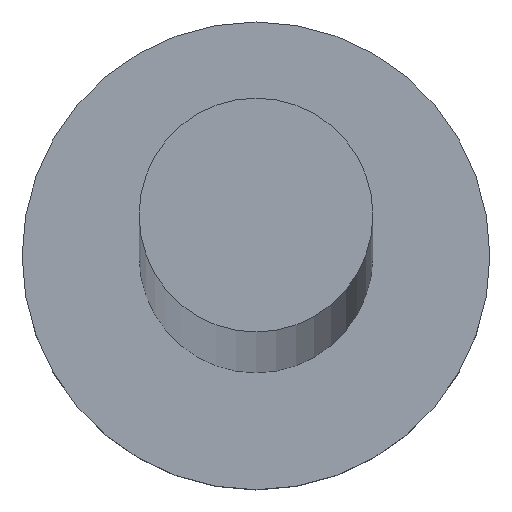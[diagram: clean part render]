
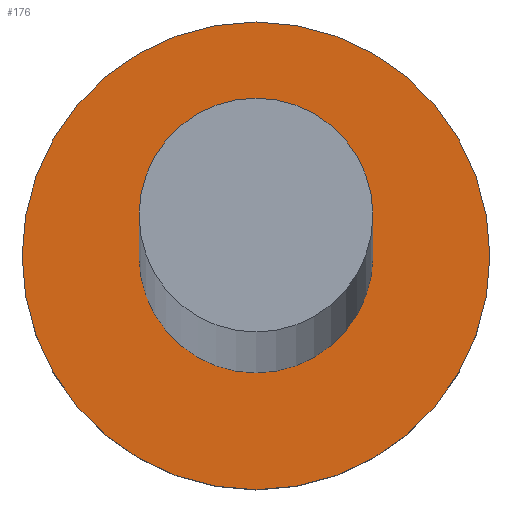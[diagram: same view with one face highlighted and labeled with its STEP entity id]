
A CAD part, top view. The second image highlights one B-rep face of the part: STEP entity #176.
In plain terms, the highlighted planar face has unit normal (0, 0, 1).
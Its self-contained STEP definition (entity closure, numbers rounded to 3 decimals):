
#2 = ORIENTED_EDGE ( 'NONE', *, *, #255, .T. ) ;
#12 = AXIS2_PLACEMENT_3D ( 'NONE', #26, #159, #76 ) ;
#16 = CARTESIAN_POINT ( 'NONE',  ( 5., 0., 3. ) ) ;
#21 = AXIS2_PLACEMENT_3D ( 'NONE', #39, #113, #155 ) ;
#26 = CARTESIAN_POINT ( 'NONE',  ( 0., 0., 3. ) ) ;
#38 = DIRECTION ( 'NONE',  ( 0., 0., 1. ) ) ;
#39 = CARTESIAN_POINT ( 'NONE',  ( 0., 0., 3. ) ) ;
#40 = DIRECTION ( 'NONE',  ( 1., 0., 0. ) ) ;
#44 = CARTESIAN_POINT ( 'NONE',  ( 2.5, 0., 3. ) ) ;
#60 = EDGE_CURVE ( 'NONE', #245, #63, #123, .T. ) ;
#62 = VERTEX_POINT ( 'NONE', #44 ) ;
#63 = VERTEX_POINT ( 'NONE', #118 ) ;
#67 = EDGE_CURVE ( 'NONE', #62, #97, #246, .T. ) ;
#72 = FACE_OUTER_BOUND ( 'NONE', #139, .T. ) ;
#74 = CARTESIAN_POINT ( 'NONE',  ( -2.5, 0., 3. ) ) ;
#76 = DIRECTION ( 'NONE',  ( 1., 0., 0. ) ) ;
#83 = CIRCLE ( 'NONE', #181, 5. ) ;
#97 = VERTEX_POINT ( 'NONE', #74 ) ;
#99 = EDGE_LOOP ( 'NONE', ( #132, #138 ) ) ;
#102 = ORIENTED_EDGE ( 'NONE', *, *, #60, .T. ) ;
#108 = PLANE ( 'NONE',  #179 ) ;
#110 = FACE_BOUND ( 'NONE', #99, .T. ) ;
#112 = CIRCLE ( 'NONE', #234, 2.5 ) ;
#113 = DIRECTION ( 'NONE',  ( 0., 0., 1. ) ) ;
#118 = CARTESIAN_POINT ( 'NONE',  ( -5., 0., 3. ) ) ;
#123 = CIRCLE ( 'NONE', #12, 5. ) ;
#132 = ORIENTED_EDGE ( 'NONE', *, *, #144, .F. ) ;
#136 = CARTESIAN_POINT ( 'NONE',  ( 0., 0., 3. ) ) ;
#138 = ORIENTED_EDGE ( 'NONE', *, *, #67, .F. ) ;
#139 = EDGE_LOOP ( 'NONE', ( #2, #102 ) ) ;
#144 = EDGE_CURVE ( 'NONE', #97, #62, #112, .T. ) ;
#153 = CARTESIAN_POINT ( 'NONE',  ( 0., 0., 3. ) ) ;
#155 = DIRECTION ( 'NONE',  ( 1., 0., 0. ) ) ;
#159 = DIRECTION ( 'NONE',  ( 0., 0., 1. ) ) ;
#172 = DIRECTION ( 'NONE',  ( 1., 0., 0. ) ) ;
#176 = ADVANCED_FACE ( 'NONE', ( #110, #72 ), #108, .T. ) ;
#179 = AXIS2_PLACEMENT_3D ( 'NONE', #153, #236, #213 ) ;
#181 = AXIS2_PLACEMENT_3D ( 'NONE', #191, #237, #40 ) ;
#191 = CARTESIAN_POINT ( 'NONE',  ( 0., 0., 3. ) ) ;
#213 = DIRECTION ( 'NONE',  ( 1., 0., 0. ) ) ;
#234 = AXIS2_PLACEMENT_3D ( 'NONE', #136, #38, #172 ) ;
#236 = DIRECTION ( 'NONE',  ( 0., 0., 1. ) ) ;
#237 = DIRECTION ( 'NONE',  ( 0., 0., 1. ) ) ;
#245 = VERTEX_POINT ( 'NONE', #16 ) ;
#246 = CIRCLE ( 'NONE', #21, 2.5 ) ;
#255 = EDGE_CURVE ( 'NONE', #63, #245, #83, .T. ) ;
